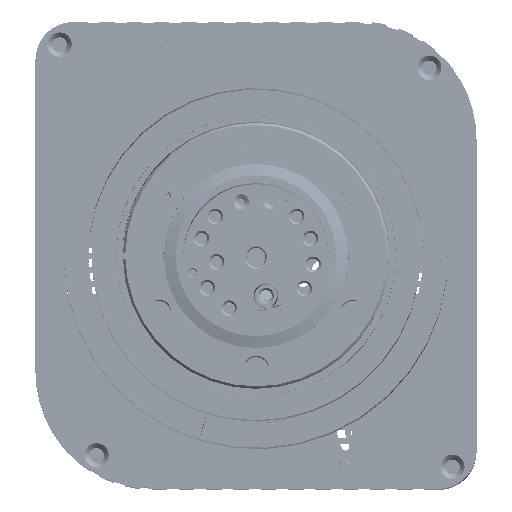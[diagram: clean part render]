
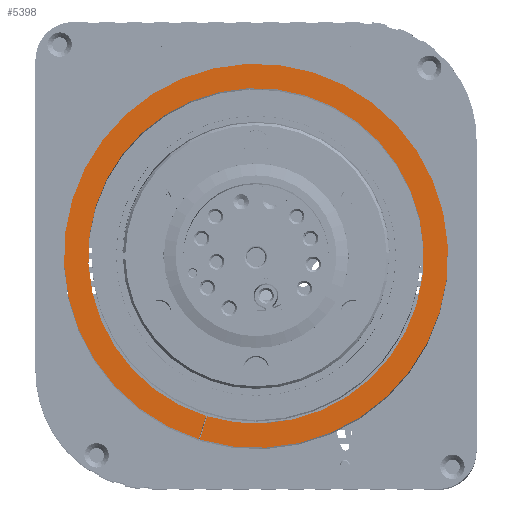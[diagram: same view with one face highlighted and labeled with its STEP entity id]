
A CAD part, top view. The second image highlights one B-rep face of the part: STEP entity #5398.
In plain terms, the highlighted planar face has unit normal (0, 0, 1).
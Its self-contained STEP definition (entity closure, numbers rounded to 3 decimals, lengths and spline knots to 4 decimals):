
#4525=PLANE('',#38469);
#5398=ADVANCED_FACE('',(#8759),#4525,.F.);
#8759=FACE_OUTER_BOUND('',#10178,.T.);
#10178=EDGE_LOOP('',(#18288,#18289,#18290,#18291));
#14012=LINE('',#54203,#16116);
#14016=LINE('',#54212,#16120);
#16116=VECTOR('',#43053,1.);
#16120=VECTOR('',#43059,1.);
#18288=ORIENTED_EDGE('',*,*,#31416,.F.);
#18289=ORIENTED_EDGE('',*,*,#31433,.F.);
#18290=ORIENTED_EDGE('',*,*,#31412,.F.);
#18291=ORIENTED_EDGE('',*,*,#31427,.F.);
#27916=VERTEX_POINT('',#54202);
#27917=VERTEX_POINT('',#54204);
#27920=VERTEX_POINT('',#54211);
#27921=VERTEX_POINT('',#54213);
#31412=EDGE_CURVE('',#27916,#27917,#14012,.T.);
#31416=EDGE_CURVE('',#27920,#27921,#14016,.T.);
#31427=EDGE_CURVE('',#27921,#27916,#36479,.T.);
#31433=EDGE_CURVE('',#27917,#27920,#36481,.T.);
#36479=CIRCLE('',#38459,1.971);
#36481=CIRCLE('',#38463,1.721);
#38459=AXIS2_PLACEMENT_3D('',#54233,#43075,#43076);
#38463=AXIS2_PLACEMENT_3D('',#54302,#43086,#43087);
#38469=AXIS2_PLACEMENT_3D('',#54372,#43100,#43101);
#43053=DIRECTION('',(0.292,0.956,0.));
#43059=DIRECTION('',(-0.292,-0.956,0.));
#43075=DIRECTION('',(0.,0.,-1.));
#43076=DIRECTION('',(1.,0.,0.));
#43086=DIRECTION('',(0.,0.,1.));
#43087=DIRECTION('',(1.,0.,0.));
#43100=DIRECTION('',(0.,0.,-1.));
#43101=DIRECTION('',(-1.,0.,0.));
#54202=CARTESIAN_POINT('',(-0.5764,-1.1659,16.5308));
#54203=CARTESIAN_POINT('',(-0.5764,-1.1659,16.5308));
#54204=CARTESIAN_POINT('',(-0.5034,-0.9268,16.5308));
#54211=CARTESIAN_POINT('',(-0.5129,-0.9239,16.5308));
#54212=CARTESIAN_POINT('',(-0.5129,-0.9239,16.5308));
#54213=CARTESIAN_POINT('',(-0.586,-1.163,16.5308));
#54233=CARTESIAN_POINT('',(-0.0002,0.719,16.5308));
#54302=CARTESIAN_POINT('',(-0.0002,0.719,16.5308));
#54372=CARTESIAN_POINT('',(-0.0002,0.719,16.5308));
